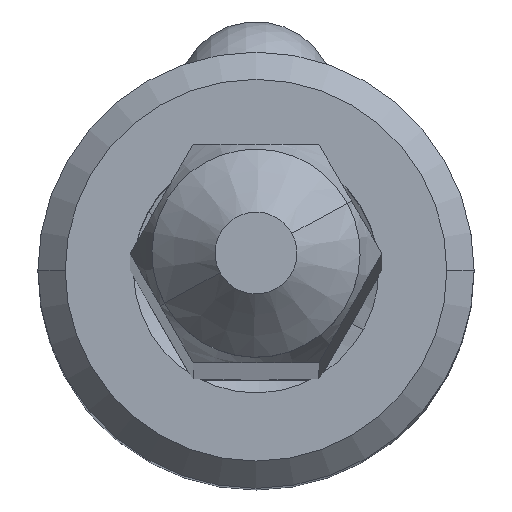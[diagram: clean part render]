
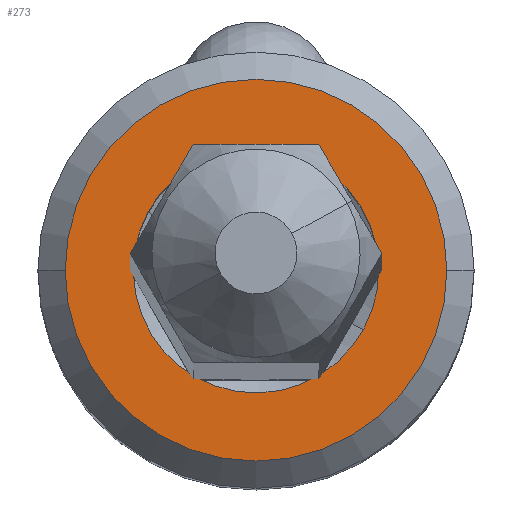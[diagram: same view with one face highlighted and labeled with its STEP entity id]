
A CAD part, top view. The second image highlights one B-rep face of the part: STEP entity #273.
In plain terms, the highlighted planar face has unit normal (0, 0, 1).
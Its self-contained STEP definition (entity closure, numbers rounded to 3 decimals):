
#200=AXIS2_PLACEMENT_3D('Circle Axis2P3D',#198,#199,$) ;
#231=AXIS2_PLACEMENT_3D('Circle Axis2P3D',#229,#230,$) ;
#249=AXIS2_PLACEMENT_3D('Plane Axis2P3D',#246,#247,#248) ;
#257=AXIS2_PLACEMENT_3D('Circle Axis2P3D',#255,#256,$) ;
#266=AXIS2_PLACEMENT_3D('Circle Axis2P3D',#264,#265,$) ;
#195=CARTESIAN_POINT('Vertex',(0.5,4.,24.9)) ;
#198=CARTESIAN_POINT('Axis2P3D Location',(4.,4.,24.9)) ;
#202=CARTESIAN_POINT('Vertex',(7.5,4.,24.9)) ;
#229=CARTESIAN_POINT('Axis2P3D Location',(4.,4.,24.9)) ;
#246=CARTESIAN_POINT('Axis2P3D Location',(4.,4.,24.9)) ;
#255=CARTESIAN_POINT('Axis2P3D Location',(4.,4.,24.9)) ;
#259=CARTESIAN_POINT('Vertex',(2.025,5.079,24.9)) ;
#261=CARTESIAN_POINT('Vertex',(5.975,2.921,24.9)) ;
#264=CARTESIAN_POINT('Axis2P3D Location',(4.,4.,24.9)) ;
#199=DIRECTION('Axis2P3D Direction',(0.,0.,-1.)) ;
#230=DIRECTION('Axis2P3D Direction',(0.,0.,-1.)) ;
#247=DIRECTION('Axis2P3D Direction',(0.,0.,-1.)) ;
#248=DIRECTION('Axis2P3D XDirection',(-1.,0.,0.)) ;
#256=DIRECTION('Axis2P3D Direction',(0.,0.,-1.)) ;
#265=DIRECTION('Axis2P3D Direction',(0.,0.,-1.)) ;
#252=ORIENTED_EDGE('',*,*,#233,.F.) ;
#253=ORIENTED_EDGE('',*,*,#204,.F.) ;
#270=ORIENTED_EDGE('',*,*,#263,.T.) ;
#271=ORIENTED_EDGE('',*,*,#268,.T.) ;
#272=FACE_BOUND('',#269,.T.) ;
#273=ADVANCED_FACE('VK-ANFA_1/4"_F_DRSC.1\\KOPF',(#254,#272),#250,.F.) ;
#201=CIRCLE('generated circle',#200,3.5) ;
#232=CIRCLE('generated circle',#231,3.5) ;
#258=CIRCLE('generated circle',#257,2.25) ;
#267=CIRCLE('generated circle',#266,2.25) ;
#204=EDGE_CURVE('',#196,#203,#201,.T.) ;
#233=EDGE_CURVE('',#203,#196,#232,.T.) ;
#263=EDGE_CURVE('',#260,#262,#258,.T.) ;
#268=EDGE_CURVE('',#262,#260,#267,.T.) ;
#251=EDGE_LOOP('',(#252,#253)) ;
#269=EDGE_LOOP('',(#270,#271)) ;
#254=FACE_OUTER_BOUND('',#251,.T.) ;
#250=PLANE('',#249) ;
#196=VERTEX_POINT('',#195) ;
#203=VERTEX_POINT('',#202) ;
#260=VERTEX_POINT('',#259) ;
#262=VERTEX_POINT('',#261) ;
